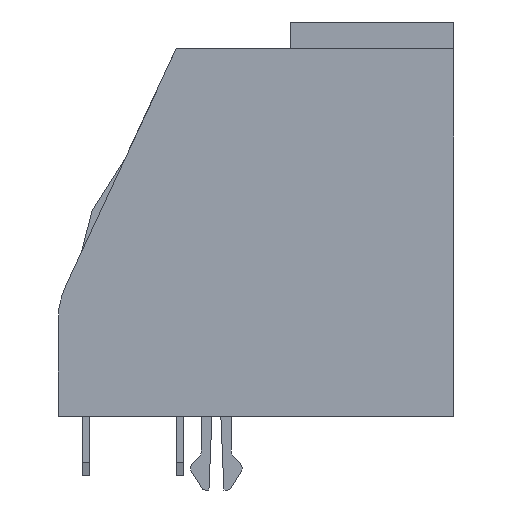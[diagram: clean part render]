
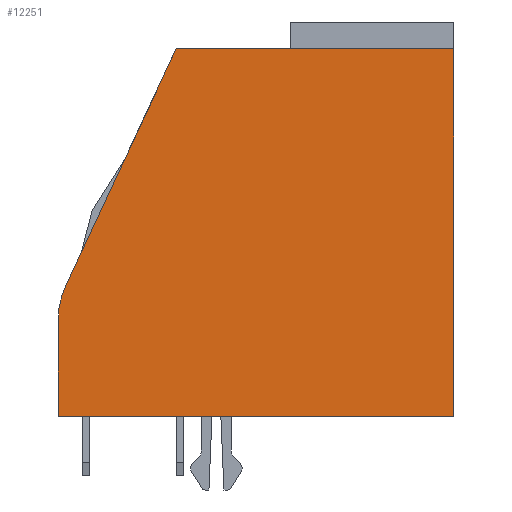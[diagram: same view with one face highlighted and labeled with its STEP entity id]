
A CAD part, left-side view. The second image highlights one B-rep face of the part: STEP entity #12251.
In plain terms, the highlighted planar face has unit normal (-1, 0, 0).
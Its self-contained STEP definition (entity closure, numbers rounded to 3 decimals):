
#331 = ORIENTED_EDGE ( 'NONE', *, *, #19494, .T. ) ;
#644 = ORIENTED_EDGE ( 'NONE', *, *, #7223, .T. ) ;
#1597 = VERTEX_POINT ( 'NONE', #5579 ) ;
#2430 = CARTESIAN_POINT ( 'NONE',  ( -8., 7., 0. ) ) ;
#2890 = DIRECTION ( 'NONE',  ( 0., 0., -1. ) ) ;
#3315 = CARTESIAN_POINT ( 'NONE',  ( -8., 2.822, 13. ) ) ;
#3626 = DIRECTION ( 'NONE',  ( 0., -1., 0. ) ) ;
#4087 = EDGE_CURVE ( 'NONE', #21314, #5899, #8215, .T. ) ;
#4500 = EDGE_CURVE ( 'NONE', #16092, #17475, #17649, .T. ) ;
#4971 = LINE ( 'NONE', #19719, #17350 ) ;
#5088 = ORIENTED_EDGE ( 'NONE', *, *, #5328, .T. ) ;
#5171 = LINE ( 'NONE', #9501, #22868 ) ;
#5328 = EDGE_CURVE ( 'NONE', #1597, #26563, #4971, .T. ) ;
#5579 = CARTESIAN_POINT ( 'NONE',  ( -8., 7., 3.393 ) ) ;
#5899 = VERTEX_POINT ( 'NONE', #15182 ) ;
#6867 = CARTESIAN_POINT ( 'NONE',  ( -8., 6.727, 4.626 ) ) ;
#7223 = EDGE_CURVE ( 'NONE', #26563, #5899, #8040, .T. ) ;
#7632 = DIRECTION ( 'NONE',  ( 1., 0., 0. ) ) ;
#8040 = LINE ( 'NONE', #10396, #18794 ) ;
#8215 = LINE ( 'NONE', #8348, #9857 ) ;
#8348 = CARTESIAN_POINT ( 'NONE',  ( -8., -7., 13.95 ) ) ;
#8892 = ORIENTED_EDGE ( 'NONE', *, *, #4500, .T. ) ;
#9453 = FACE_OUTER_BOUND ( 'NONE', #15226, .T. ) ;
#9501 = CARTESIAN_POINT ( 'NONE',  ( -8., 7., 13. ) ) ;
#9857 = VECTOR ( 'NONE', #21305, 1000. ) ;
#10000 = DIRECTION ( 'NONE',  ( 0., 1., 0. ) ) ;
#10396 = CARTESIAN_POINT ( 'NONE',  ( -8., 7., 0. ) ) ;
#10607 = CARTESIAN_POINT ( 'NONE',  ( -8., 4.084, 3.393 ) ) ;
#10865 = CIRCLE ( 'NONE', #13091, 2.916 ) ;
#12251 = ADVANCED_FACE ( 'NONE', ( #9453 ), #26431, .F. ) ;
#12932 = VECTOR ( 'NONE', #15415, 1000. ) ;
#13091 = AXIS2_PLACEMENT_3D ( 'NONE', #10607, #15344, #19512 ) ;
#13887 = CARTESIAN_POINT ( 'NONE',  ( -8., 7., 13.95 ) ) ;
#15182 = CARTESIAN_POINT ( 'NONE',  ( -8., -7., 0. ) ) ;
#15226 = EDGE_LOOP ( 'NONE', ( #8892, #331, #5088, #644, #23009, #15530 ) ) ;
#15344 = DIRECTION ( 'NONE',  ( -1., 0., 0. ) ) ;
#15415 = DIRECTION ( 'NONE',  ( 0., 0.423, -0.906 ) ) ;
#15530 = ORIENTED_EDGE ( 'NONE', *, *, #19588, .F. ) ;
#16092 = VERTEX_POINT ( 'NONE', #3315 ) ;
#16790 = DIRECTION ( 'NONE',  ( 0., -1., 0. ) ) ;
#17350 = VECTOR ( 'NONE', #2890, 1000. ) ;
#17475 = VERTEX_POINT ( 'NONE', #6867 ) ;
#17649 = LINE ( 'NONE', #23635, #12932 ) ;
#18794 = VECTOR ( 'NONE', #16790, 1000. ) ;
#19494 = EDGE_CURVE ( 'NONE', #17475, #1597, #10865, .T. ) ;
#19512 = DIRECTION ( 'NONE',  ( 0., 0., -1. ) ) ;
#19588 = EDGE_CURVE ( 'NONE', #16092, #21314, #5171, .T. ) ;
#19673 = CARTESIAN_POINT ( 'NONE',  ( -8., -7., 13. ) ) ;
#19719 = CARTESIAN_POINT ( 'NONE',  ( -8., 7., 13.95 ) ) ;
#21305 = DIRECTION ( 'NONE',  ( 0., 0., -1. ) ) ;
#21314 = VERTEX_POINT ( 'NONE', #19673 ) ;
#22868 = VECTOR ( 'NONE', #3626, 1000. ) ;
#23009 = ORIENTED_EDGE ( 'NONE', *, *, #4087, .F. ) ;
#23635 = CARTESIAN_POINT ( 'NONE',  ( -8., 7.297, 3.403 ) ) ;
#26431 = PLANE ( 'NONE',  #26680 ) ;
#26563 = VERTEX_POINT ( 'NONE', #2430 ) ;
#26680 = AXIS2_PLACEMENT_3D ( 'NONE', #13887, #7632, #10000 ) ;
